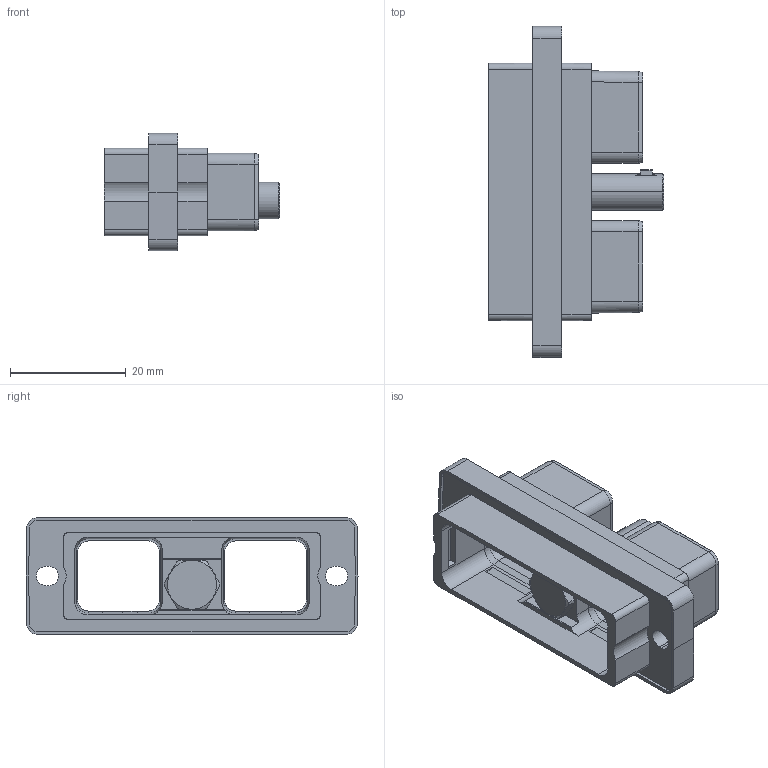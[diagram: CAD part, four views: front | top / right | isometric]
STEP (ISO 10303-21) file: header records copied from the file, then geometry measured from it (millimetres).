
FILE_DESCRIPTION((''),'2;1');
FILE_NAME('SIM2B44KG','2019-09-16T',('presta_be4'),(''),'PRO/ENGINEER BY PARAMETRIC TECHNOLOGY CORPORATION, 2014310','PRO/ENGINEER BY PARAMETRIC TECHNOLOGY CORPORATION, 2014310','');
FILE_SCHEMA(('CONFIG_CONTROL_DESIGN'));
Length unit declared in the file: millimetre
Products named in the file (1): SIM2B44KG
Bounding box: 30.35 x 57.41 x 20.29 mm (x, y, z)
Volume: 6836.8 mm3; surface area: 9229.5 mm2
Topology: 10 solids, 10 shells, 737 faces, 1961 edges, 1272 vertices
Faces by surface type: plane 560, cylinder 111, cone 38, bspline 20, torus 8
Entity records: 28154 total; most frequent: CARTESIAN_POINT 10073, ORIENTED_EDGE 3918, DIRECTION 3395, EDGE_CURVE 1959, VECTOR 1553, LINE 1553, VERTEX_POINT 1272, AXIS2_PLACEMENT_3D 921
